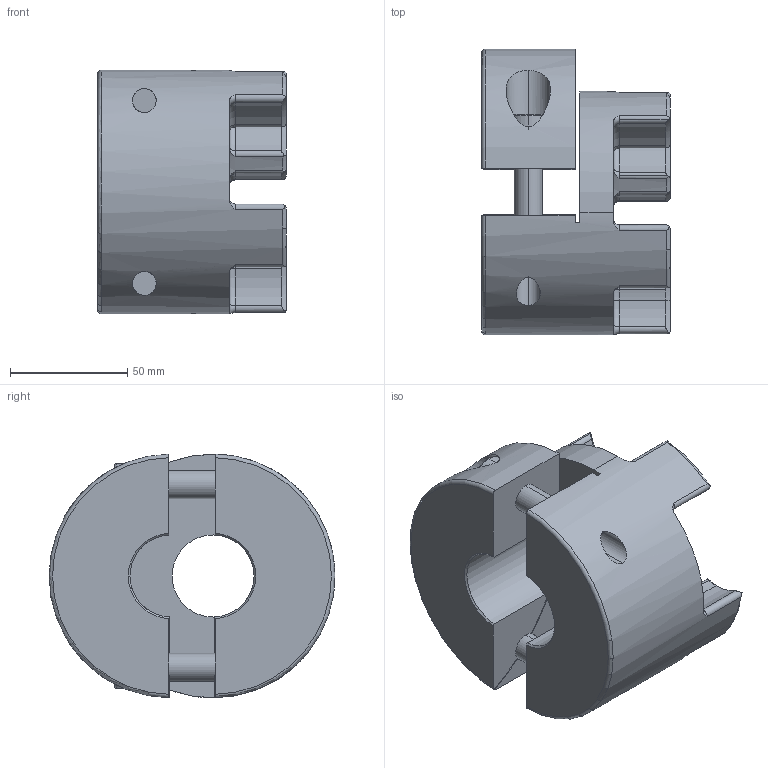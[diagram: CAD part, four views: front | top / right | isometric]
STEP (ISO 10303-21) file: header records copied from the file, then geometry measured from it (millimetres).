
FILE_DESCRIPTION (( 'STEP AP203' ), '1' );
FILE_NAME ('SJC-100CW.STEP', '2024-05-10T08:30:09', ( '' ), ( '' ), 'SwSTEP 2.0', 'SolidWorks 2024', '' );
FILE_SCHEMA (( 'CONFIG_CONTROL_DESIGN' ));
Length unit declared in the file: millimetre
Products named in the file (4): SJC-100CW-B_100C-35; KS 1003 - M12 x 40 x 40-N_KS 1003 - M12 x 40 x 40-N; SJC-100CW-C_100C-35; SJC-100CW
Assembly tree (4 placements, depth 2):
  SJC-100CW
    SJC-100CW-B_100C-35
    SJC-100CW-C_100C-35
    KS 1003 - M12 x 40 x 40-N_KS 1003 - M12 x 40 x 40-N  x2
Bounding box: 80.5 x 122 x 104 mm (x, y, z)
Volume: 429287.9 mm3; surface area: 72221 mm2
Topology: 4 solids, 4 shells, 222 faces, 564 edges, 345 vertices
Faces by surface type: cylinder 82, plane 55, torus 52, cone 33
Entity records: 7153 total; most frequent: CARTESIAN_POINT 2064, DIRECTION 1017, ORIENTED_EDGE 976, EDGE_CURVE 488, AXIS2_PLACEMENT_3D 433, VERTEX_POINT 308, CIRCLE 235, EDGE_LOOP 206
